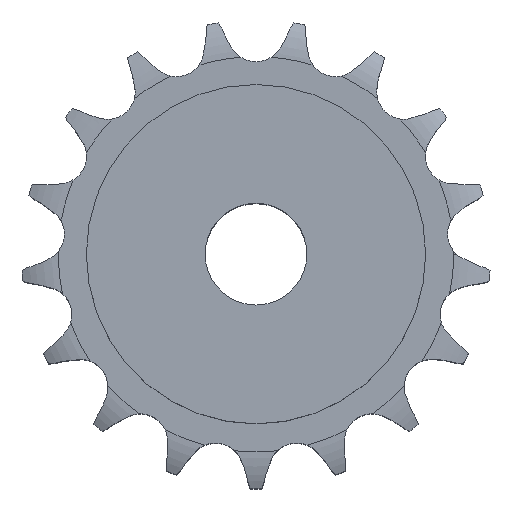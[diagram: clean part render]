
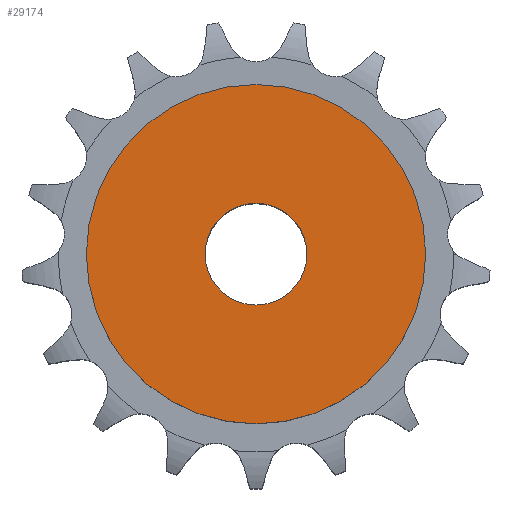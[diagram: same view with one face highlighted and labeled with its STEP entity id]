
A CAD part, top view. The second image highlights one B-rep face of the part: STEP entity #29174.
In plain terms, the highlighted planar face has unit normal (0, 0, 1).
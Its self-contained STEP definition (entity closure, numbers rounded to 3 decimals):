
#15788 = CYLINDRICAL_SURFACE('',#15789,6.);
#15789 = AXIS2_PLACEMENT_3D('',#15790,#15791,#15792);
#15790 = CARTESIAN_POINT('',(0.,0.,94.138));
#15791 = DIRECTION('',(0.,0.,1.));
#15792 = DIRECTION('',(1.,0.,0.));
#20093 = EDGE_CURVE('',#20094,#20094,#20096,.T.);
#20094 = VERTEX_POINT('',#20095);
#20095 = CARTESIAN_POINT('',(6.,0.,35.));
#20096 = SURFACE_CURVE('',#20097,(#20102,#20109),.PCURVE_S1.);
#20097 = CIRCLE('',#20098,6.);
#20098 = AXIS2_PLACEMENT_3D('',#20099,#20100,#20101);
#20099 = CARTESIAN_POINT('',(0.,0.,35.));
#20100 = DIRECTION('',(0.,0.,1.));
#20101 = DIRECTION('',(1.,0.,0.));
#20102 = PCURVE('',#15788,#20103);
#20103 = DEFINITIONAL_REPRESENTATION('',(#20104),#20108);
#20104 = LINE('',#20105,#20106);
#20105 = CARTESIAN_POINT('',(0.,-59.138));
#20106 = VECTOR('',#20107,1.);
#20107 = DIRECTION('',(1.,0.));
#20108 = ( GEOMETRIC_REPRESENTATION_CONTEXT(2) 
PARAMETRIC_REPRESENTATION_CONTEXT() REPRESENTATION_CONTEXT('2D SPACE',''
  ) );
#20109 = PCURVE('',#20110,#20115);
#20110 = PLANE('',#20111);
#20111 = AXIS2_PLACEMENT_3D('',#20112,#20113,#20114);
#20112 = CARTESIAN_POINT('',(0.,0.,35.)
  );
#20113 = DIRECTION('',(0.,0.,1.));
#20114 = DIRECTION('',(1.,0.,0.));
#20115 = DEFINITIONAL_REPRESENTATION('',(#20116),#20120);
#20116 = CIRCLE('',#20117,6.);
#20117 = AXIS2_PLACEMENT_2D('',#20118,#20119);
#20118 = CARTESIAN_POINT('',(0.,0.));
#20119 = DIRECTION('',(1.,0.));
#20120 = ( GEOMETRIC_REPRESENTATION_CONTEXT(2) 
PARAMETRIC_REPRESENTATION_CONTEXT() REPRESENTATION_CONTEXT('2D SPACE',''
  ) );
#29174 = ADVANCED_FACE('',(#29175,#29206),#20110,.T.);
#29175 = FACE_BOUND('',#29176,.T.);
#29176 = EDGE_LOOP('',(#29177));
#29177 = ORIENTED_EDGE('',*,*,#29178,.T.);
#29178 = EDGE_CURVE('',#29179,#29179,#29181,.T.);
#29179 = VERTEX_POINT('',#29180);
#29180 = CARTESIAN_POINT('',(20.,0.,35.));
#29181 = SURFACE_CURVE('',#29182,(#29187,#29194),.PCURVE_S1.);
#29182 = CIRCLE('',#29183,20.);
#29183 = AXIS2_PLACEMENT_3D('',#29184,#29185,#29186);
#29184 = CARTESIAN_POINT('',(0.,0.,35.));
#29185 = DIRECTION('',(0.,0.,1.));
#29186 = DIRECTION('',(1.,0.,0.));
#29187 = PCURVE('',#20110,#29188);
#29188 = DEFINITIONAL_REPRESENTATION('',(#29189),#29193);
#29189 = CIRCLE('',#29190,20.);
#29190 = AXIS2_PLACEMENT_2D('',#29191,#29192);
#29191 = CARTESIAN_POINT('',(0.,0.));
#29192 = DIRECTION('',(1.,0.));
#29193 = ( GEOMETRIC_REPRESENTATION_CONTEXT(2) 
PARAMETRIC_REPRESENTATION_CONTEXT() REPRESENTATION_CONTEXT('2D SPACE',''
  ) );
#29194 = PCURVE('',#29195,#29200);
#29195 = CYLINDRICAL_SURFACE('',#29196,20.);
#29196 = AXIS2_PLACEMENT_3D('',#29197,#29198,#29199);
#29197 = CARTESIAN_POINT('',(0.,0.,0.));
#29198 = DIRECTION('',(-0.,-0.,-1.));
#29199 = DIRECTION('',(1.,0.,0.));
#29200 = DEFINITIONAL_REPRESENTATION('',(#29201),#29205);
#29201 = LINE('',#29202,#29203);
#29202 = CARTESIAN_POINT('',(-0.,-35.));
#29203 = VECTOR('',#29204,1.);
#29204 = DIRECTION('',(-1.,0.));
#29205 = ( GEOMETRIC_REPRESENTATION_CONTEXT(2) 
PARAMETRIC_REPRESENTATION_CONTEXT() REPRESENTATION_CONTEXT('2D SPACE',''
  ) );
#29206 = FACE_BOUND('',#29207,.T.);
#29207 = EDGE_LOOP('',(#29208));
#29208 = ORIENTED_EDGE('',*,*,#20093,.F.);
